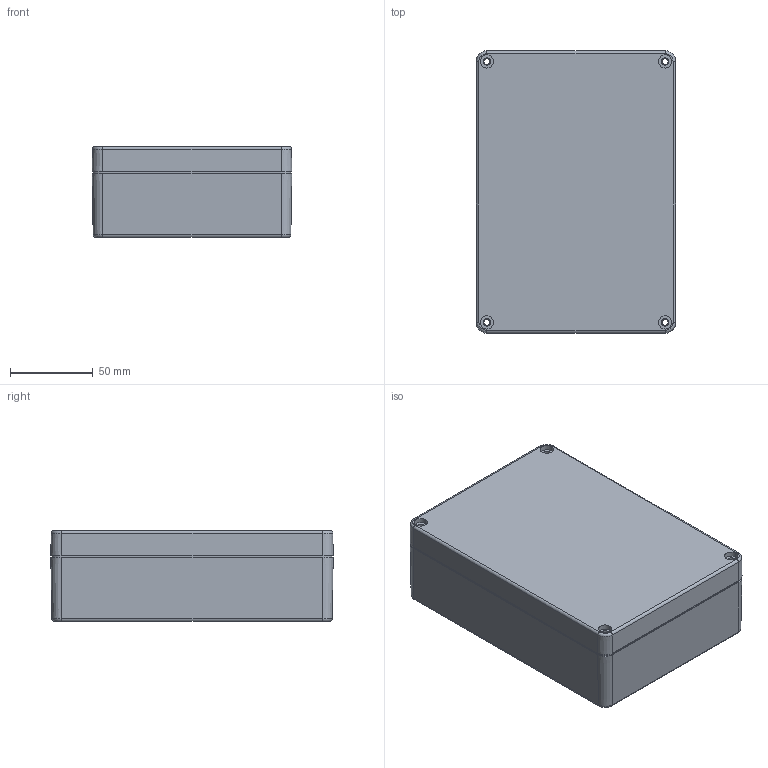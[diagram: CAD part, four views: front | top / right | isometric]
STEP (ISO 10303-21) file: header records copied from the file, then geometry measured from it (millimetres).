
FILE_DESCRIPTION (( 'STEP AP214' ), '1' );
FILE_NAME ('G214.STEP', '2009-09-09T02:15:44', ( 'NEF User' ), ( 'NEF User' ), 'SwSTEP 2.0', 'SolidWorks 2009', '' );
FILE_SCHEMA (( 'AUTOMOTIVE_DESIGN' ));
Length unit declared in the file: millimetre
Products named in the file (1): G214
Bounding box: 121 x 171 x 55 mm (x, y, z)
Volume: 222953.3 mm3; surface area: 157421.4 mm2
Topology: 2 solids, 2 shells, 536 faces, 1384 edges, 888 vertices
Faces by surface type: plane 222, cone 174, cylinder 132, torus 8
Entity records: 16595 total; most frequent: CARTESIAN_POINT 3151, DIRECTION 2926, ORIENTED_EDGE 2732, EDGE_CURVE 1366, AXIS2_PLACEMENT_3D 1107, VERTEX_POINT 888, LINE 712, VECTOR 712
